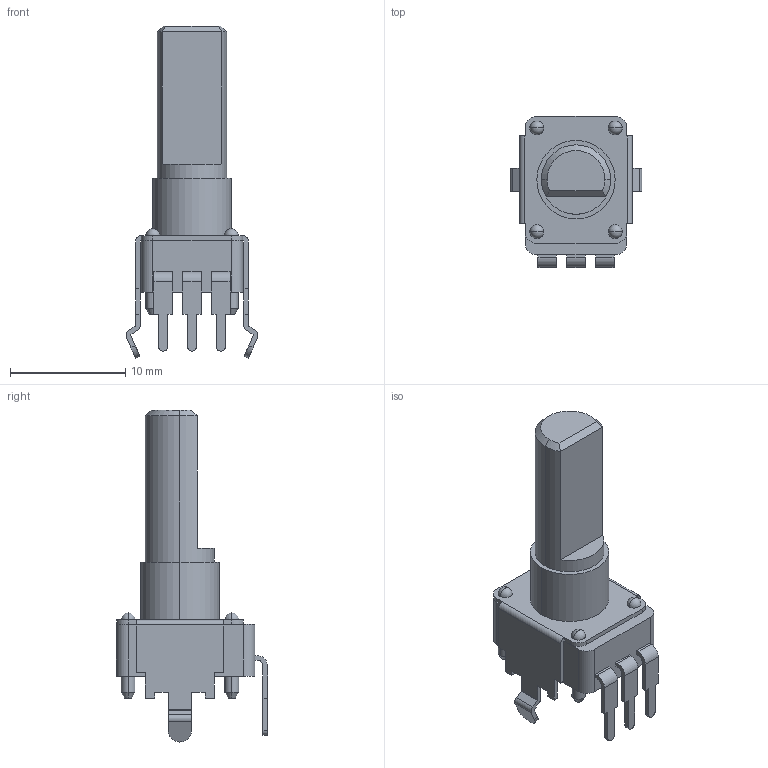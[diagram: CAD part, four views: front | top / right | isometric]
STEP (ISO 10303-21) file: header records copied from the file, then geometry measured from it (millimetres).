
FILE_DESCRIPTION (( 'STEP AP214' ), '1' );
FILE_NAME ('RES-ADJ-TH_RK09D1130C4G.step', '2022-07-28T08:46:19', ( '' ), ( '' ), 'SwSTEP 2.0', 'SolidWorks 2020', '' );
FILE_SCHEMA (( 'AUTOMOTIVE_DESIGN' ));
Length unit declared in the file: millimetre
Products named in the file (1): RES-ADJ-TH_RK09D1130C4G
Bounding box: 11.44 x 13.1 x 28.8 mm (x, y, z)
Volume: 1060.6 mm3; surface area: 1080.4 mm2
Topology: 1 solids, 1 shells, 386 faces, 1060 edges, 700 vertices
Faces by surface type: plane 221, bspline 98, cylinder 48, cone 11, sphere 8
Entity records: 16871 total; most frequent: CARTESIAN_POINT 3435, ORIENTED_EDGE 2088, DIRECTION 1545, EDGE_CURVE 1044, LINE 717, VECTOR 717, VERTEX_POINT 692, EDGE_LOOP 418
